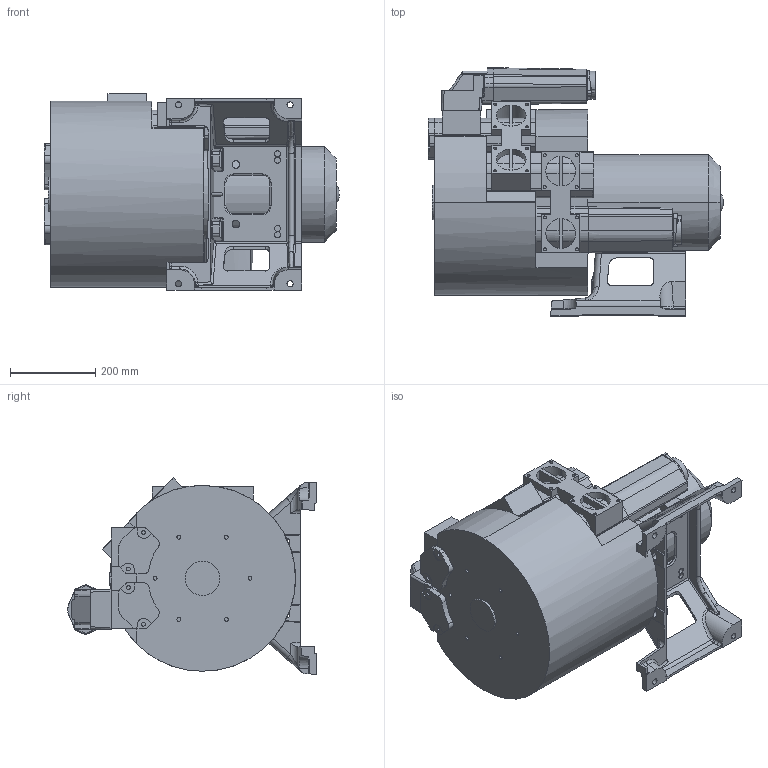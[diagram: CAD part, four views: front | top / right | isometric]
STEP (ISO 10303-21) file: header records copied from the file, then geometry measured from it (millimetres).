
FILE_DESCRIPTION (( 'STEP AP203' ), '1' );
FILE_NAME ('3RB250-3AAQ37.STEP', '2025-05-28T05:34:27', ( '' ), ( '' ), 'SwSTEP 2.0', 'SolidWorks 2025', '' );
FILE_SCHEMA (( 'CONFIG_CONTROL_DESIGN' ));
Length unit declared in the file: millimetre
Products named in the file (1): 3RB250-3AAQ37
Bounding box: 692.95 x 583.65 x 460.93 mm (x, y, z)
Volume: 71816359.8 mm3; surface area: 1838139.4 mm2
Topology: 1 solids, 10 shells, 1143 faces, 2998 edges, 1944 vertices
Faces by surface type: plane 502, cylinder 490, bspline 111, cone 24, torus 12, sphere 4
Entity records: 48508 total; most frequent: CARTESIAN_POINT 21861, ORIENTED_EDGE 5976, DIRECTION 4939, EDGE_CURVE 2988, VERTEX_POINT 1941, AXIS2_PLACEMENT_3D 1739, LINE 1461, VECTOR 1461
